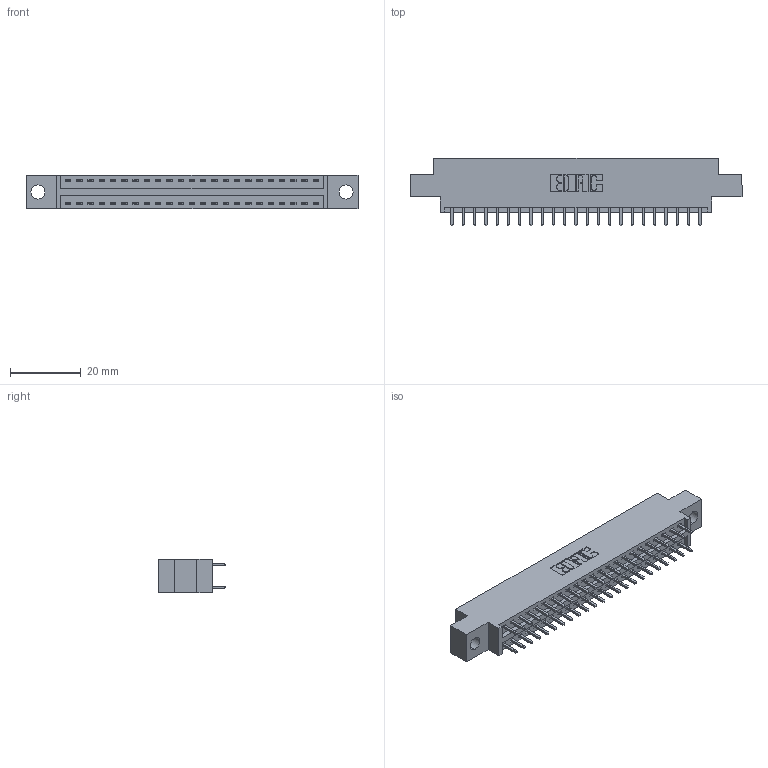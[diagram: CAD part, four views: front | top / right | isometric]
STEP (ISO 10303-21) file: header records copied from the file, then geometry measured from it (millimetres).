
FILE_DESCRIPTION (( 'STEP AP203' ), '1' );
FILE_NAME ('396-046-521-804.STEP', '2018-09-07T07:37:58', ( '' ), ( '' ), 'SwSTEP 2.0', 'SolidWorks 2016', '' );
FILE_SCHEMA (( 'CONFIG_CONTROL_DESIGN' ));
Length unit declared in the file: inch
Products named in the file (3): 346 Part_0.170 Offset - 0.156 Dia-TH; 345-292-001_345-293-121; 396-046-521-804
Assembly tree (47 placements, depth 2):
  396-046-521-804
    346 Part_0.170 Offset - 0.156 Dia-TH
    345-292-001_345-293-121  x46
Bounding box: 93.6 x 19.05 x 9.4 mm (x, y, z)
Volume: 8718.3 mm3; surface area: 11551.7 mm2
Topology: 47 solids, 47 shells, 2518 faces, 7471 edges, 4918 vertices
Faces by surface type: plane 1690, cylinder 828
Entity records: 17721 total; most frequent: CARTESIAN_POINT 2948, ORIENTED_EDGE 2882, DIRECTION 2649, EDGE_CURVE 1441, VECTOR 1217, LINE 1217, VERTEX_POINT 958, AXIS2_PLACEMENT_3D 716
